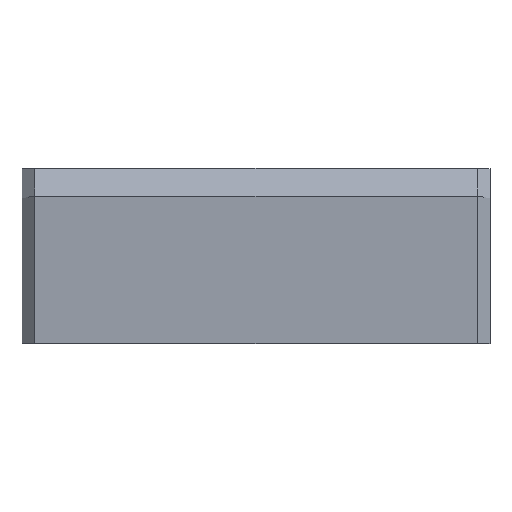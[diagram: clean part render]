
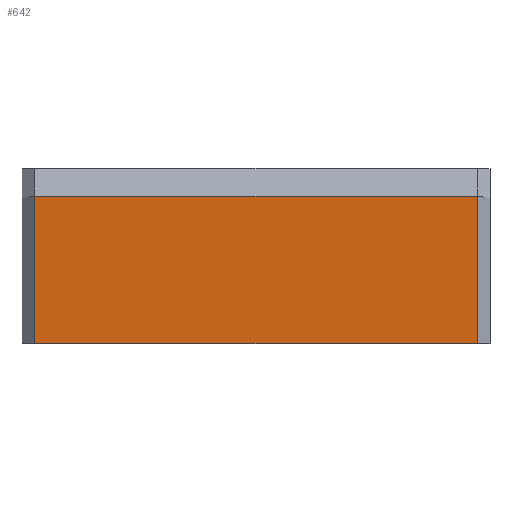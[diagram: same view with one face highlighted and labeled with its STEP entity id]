
A CAD part, top view. The second image highlights one B-rep face of the part: STEP entity #642.
In plain terms, the highlighted planar face has unit normal (0, -0.086, 0.996).
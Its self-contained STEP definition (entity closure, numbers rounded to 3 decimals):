
#51=FACE_OUTER_BOUND('',#93,.T.);
#93=EDGE_LOOP('',(#520,#521,#522,#523));
#168=LINE('',#1034,#244);
#169=LINE('',#1037,#245);
#172=LINE('',#1043,#248);
#173=LINE('',#1044,#249);
#244=VECTOR('',#843,10.);
#245=VECTOR('',#846,10.);
#248=VECTOR('',#851,10.);
#249=VECTOR('',#852,10.);
#314=VERTEX_POINT('',#1021);
#319=VERTEX_POINT('',#1032);
#320=VERTEX_POINT('',#1036);
#322=VERTEX_POINT('',#1042);
#394=EDGE_CURVE('',#319,#314,#168,.T.);
#395=EDGE_CURVE('',#320,#314,#169,.T.);
#398=EDGE_CURVE('',#319,#322,#172,.T.);
#399=EDGE_CURVE('',#320,#322,#173,.T.);
#520=ORIENTED_EDGE('',*,*,#394,.F.);
#521=ORIENTED_EDGE('',*,*,#398,.T.);
#522=ORIENTED_EDGE('',*,*,#399,.F.);
#523=ORIENTED_EDGE('',*,*,#395,.T.);
#605=PLANE('',#702);
#642=ADVANCED_FACE('',(#51),#605,.F.);
#702=AXIS2_PLACEMENT_3D('',#1041,#849,#850);
#843=DIRECTION('',(0.,0.996,0.086));
#846=DIRECTION('',(-1.,0.,0.));
#849=DIRECTION('center_axis',(0.,0.086,-0.996));
#850=DIRECTION('ref_axis',(0.,0.996,0.086));
#851=DIRECTION('',(1.,0.,0.));
#852=DIRECTION('',(0.,-0.996,-0.086));
#1021=CARTESIAN_POINT('',(4.5,85.343,15.961));
#1032=CARTESIAN_POINT('',(4.5,-6.77,8.018));
#1034=CARTESIAN_POINT('',(4.5,20.243,10.347));
#1036=CARTESIAN_POINT('',(281.25,85.343,15.961));
#1037=CARTESIAN_POINT('',(142.875,85.343,15.961));
#1041=CARTESIAN_POINT('Origin',(-1.5,-6.77,8.018));
#1042=CARTESIAN_POINT('',(281.25,-6.77,8.018));
#1043=CARTESIAN_POINT('',(287.25,-6.77,8.018));
#1044=CARTESIAN_POINT('',(281.25,20.243,10.347));
